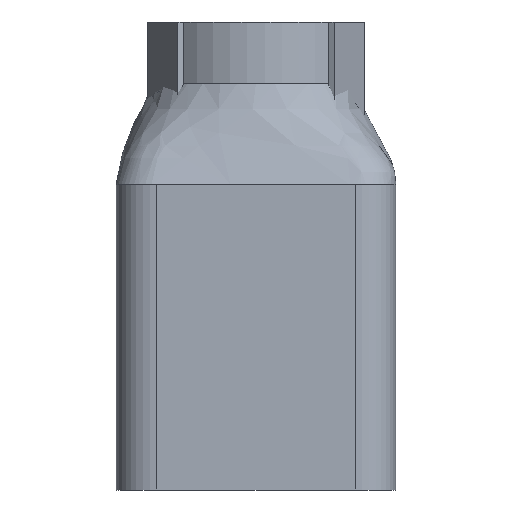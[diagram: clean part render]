
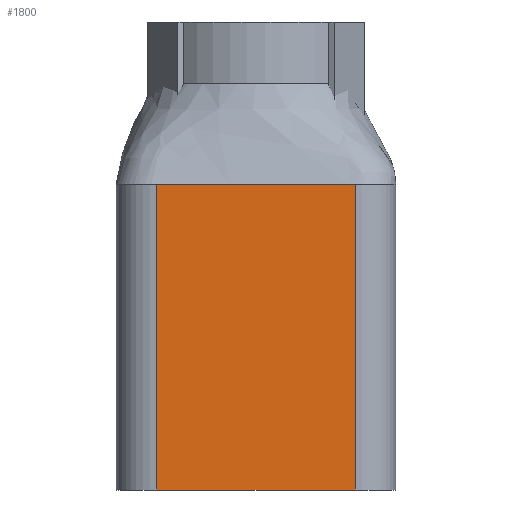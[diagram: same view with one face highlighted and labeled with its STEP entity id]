
A CAD part, front view. The second image highlights one B-rep face of the part: STEP entity #1800.
In plain terms, the highlighted planar face has unit normal (0, -1, 0).
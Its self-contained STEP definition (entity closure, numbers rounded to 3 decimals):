
#88=PLANE('',#1962);
#166=FACE_OUTER_BOUND('',#276,.T.);
#276=EDGE_LOOP('',(#1389,#1390,#1391,#1392));
#434=LINE('',#2792,#595);
#435=LINE('',#2798,#596);
#444=LINE('',#2826,#605);
#445=LINE('',#2828,#606);
#595=VECTOR('',#2263,10.);
#596=VECTOR('',#2268,10.);
#605=VECTOR('',#2299,10.);
#606=VECTOR('',#2302,10.);
#836=VERTEX_POINT('',#2777);
#843=VERTEX_POINT('',#2790);
#844=VERTEX_POINT('',#2794);
#846=VERTEX_POINT('',#2797);
#1046=EDGE_CURVE('',#843,#836,#434,.T.);
#1048=EDGE_CURVE('',#844,#846,#435,.T.);
#1063=EDGE_CURVE('',#844,#836,#444,.T.);
#1064=EDGE_CURVE('',#846,#843,#445,.T.);
#1389=ORIENTED_EDGE('',*,*,#1048,.F.);
#1390=ORIENTED_EDGE('',*,*,#1063,.T.);
#1391=ORIENTED_EDGE('',*,*,#1046,.F.);
#1392=ORIENTED_EDGE('',*,*,#1064,.F.);
#1800=ADVANCED_FACE('',(#166),#88,.T.);
#1962=AXIS2_PLACEMENT_3D('',#2827,#2300,#2301);
#2263=DIRECTION('',(1.,0.,0.));
#2268=DIRECTION('',(-1.,0.,0.));
#2299=DIRECTION('',(0.,0.,1.));
#2300=DIRECTION('center_axis',(0.,-1.,0.));
#2301=DIRECTION('ref_axis',(1.,0.,0.));
#2302=DIRECTION('',(0.,0.,1.));
#2777=CARTESIAN_POINT('',(19.5,-27.5,60.));
#2790=CARTESIAN_POINT('',(-19.5,-27.5,60.));
#2792=CARTESIAN_POINT('',(19.5,-27.5,60.));
#2794=CARTESIAN_POINT('',(19.5,-27.5,0.));
#2797=CARTESIAN_POINT('',(-19.5,-27.5,0.));
#2798=CARTESIAN_POINT('',(19.5,-27.5,0.));
#2826=CARTESIAN_POINT('',(19.5,-27.5,0.));
#2827=CARTESIAN_POINT('Origin',(-19.5,-27.5,0.));
#2828=CARTESIAN_POINT('',(-19.5,-27.5,0.));
